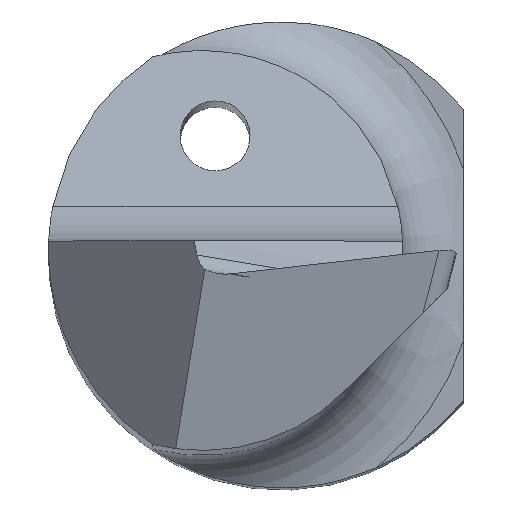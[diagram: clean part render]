
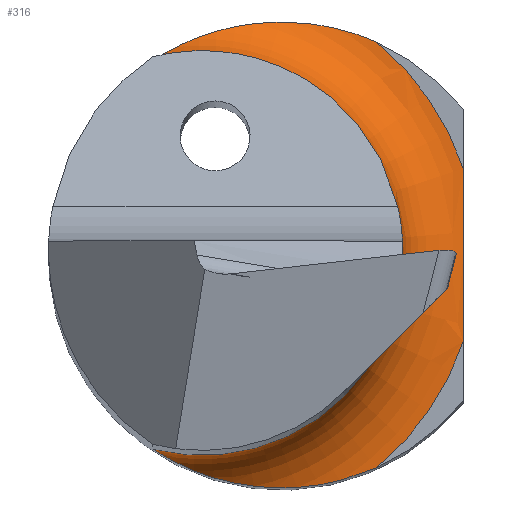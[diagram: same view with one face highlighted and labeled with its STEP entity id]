
A CAD part, top view. The second image highlights one B-rep face of the part: STEP entity #316.
In plain terms, the highlighted toroidal (fillet/blend) face has major radius 2.95 mm and minor radius 0.8 mm.
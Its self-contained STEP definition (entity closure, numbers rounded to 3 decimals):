
#5 = VERTEX_POINT ( 'NONE', #295 ) ;
#6 = EDGE_CURVE ( 'NONE', #549, #225, #433, .T. ) ;
#30 = CARTESIAN_POINT ( 'NONE',  ( -0.85, 0., 14.75 ) ) ;
#34 = DIRECTION ( 'NONE',  ( -1., 0., 0. ) ) ;
#62 = ORIENTED_EDGE ( 'NONE', *, *, #776, .F. ) ;
#75 = CARTESIAN_POINT ( 'NONE',  ( -1.312, 2.128, 15.336 ) ) ;
#83 = CARTESIAN_POINT ( 'NONE',  ( -0.85, 0., 15.55 ) ) ;
#89 = EDGE_CURVE ( 'NONE', #671, #160, #203, .T. ) ;
#113 = CARTESIAN_POINT ( 'NONE',  ( -1.382, -2.083, 15.55 ) ) ;
#116 = EDGE_LOOP ( 'NONE', ( #808, #835, #144, #161, #498, #62 ) ) ;
#117 = CARTESIAN_POINT ( 'NONE',  ( -0.872, -2.345, 15.025 ) ) ;
#126 = CARTESIAN_POINT ( 'NONE',  ( 0.578, 2.443, 14.757 ) ) ;
#135 = AXIS2_PLACEMENT_3D ( 'NONE', #554, #830, #224 ) ;
#144 = ORIENTED_EDGE ( 'NONE', *, *, #370, .F. ) ;
#149 = AXIS2_PLACEMENT_3D ( 'NONE', #357, #807, #475 ) ;
#160 = VERTEX_POINT ( 'NONE', #510 ) ;
#161 = ORIENTED_EDGE ( 'NONE', *, *, #843, .F. ) ;
#172 = CARTESIAN_POINT ( 'NONE',  ( 1.95, 0.31, 14.764 ) ) ;
#183 = CARTESIAN_POINT ( 'NONE',  ( -0.106, -2.5, 14.827 ) ) ;
#184 = TOROIDAL_SURFACE ( 'NONE', #717, 2.95, 0.8 ) ;
#203 = CIRCLE ( 'NONE', #149, 2.15 ) ;
#209 = CARTESIAN_POINT ( 'NONE',  ( -0.111, 2.508, 14.823 ) ) ;
#213 = EDGE_CURVE ( 'NONE', #160, #5, #322, .T. ) ;
#223 = CARTESIAN_POINT ( 'NONE',  ( 1.95, 0.619, 14.75 ) ) ;
#224 = DIRECTION ( 'NONE',  ( -1., 0., 0. ) ) ;
#225 = VERTEX_POINT ( 'NONE', #467 ) ;
#227 = B_SPLINE_CURVE_WITH_KNOTS ( 'NONE', 3,
 ( #503, #842, #700, #250, #642, #183, #450, #766, #390, #512, #117, #655, #847, #507, #646, #708, #325, #113 ),
 .UNSPECIFIED., .F., .F.,
 ( 4, 2, 2, 2, 2, 2, 2, 2, 4 ),
 ( 0., 0.001, 0.001, 0.001, 0.002, 0.002, 0.002, 0.003, 0.003 ),
 .UNSPECIFIED. ) ;
#245 = CARTESIAN_POINT ( 'NONE',  ( -1.382, 2.083, 15.491 ) ) ;
#250 = CARTESIAN_POINT ( 'NONE',  ( 0.24, -2.491, 14.784 ) ) ;
#260 = VERTEX_POINT ( 'NONE', #284 ) ;
#277 = CARTESIAN_POINT ( 'NONE',  ( -1.277, 2.15, 15.293 ) ) ;
#283 = DIRECTION ( 'NONE',  ( -1., 0., 0. ) ) ;
#284 = CARTESIAN_POINT ( 'NONE',  ( 1.018, -2.284, 14.75 ) ) ;
#295 = CARTESIAN_POINT ( 'NONE',  ( 1.018, 2.284, 14.75 ) ) ;
#308 = CARTESIAN_POINT ( 'NONE',  ( 1.95, -0.929, 14.75 ) ) ;
#316 = ADVANCED_FACE ( 'NONE', ( #820 ), #184, .F. ) ;
#322 = B_SPLINE_CURVE_WITH_KNOTS ( 'NONE', 3,
 ( #445, #245, #669, #75, #277, #346, #801, #537, #336, #541, #813, #209, #719, #126, #597, #401 ),
 .UNSPECIFIED., .F., .F.,
 ( 4, 2, 2, 2, 2, 2, 2, 4 ),
 ( 0., 0., 0., 0.001, 0.001, 0.001, 0.002, 0.003 ),
 .UNSPECIFIED. ) ;
#325 = CARTESIAN_POINT ( 'NONE',  ( -1.382, -2.083, 15.491 ) ) ;
#336 = CARTESIAN_POINT ( 'NONE',  ( -0.77, 2.381, 14.986 ) ) ;
#346 = CARTESIAN_POINT ( 'NONE',  ( -1.161, 2.216, 15.18 ) ) ;
#352 = DIRECTION ( 'NONE',  ( 0., 0., -1. ) ) ;
#357 = CARTESIAN_POINT ( 'NONE',  ( -0.85, 0., 15.55 ) ) ;
#370 = EDGE_CURVE ( 'NONE', #260, #671, #227, .T. ) ;
#390 = CARTESIAN_POINT ( 'NONE',  ( -0.555, -2.44, 14.919 ) ) ;
#401 = CARTESIAN_POINT ( 'NONE',  ( 1.018, 2.284, 14.75 ) ) ;
#433 = B_SPLINE_CURVE_WITH_KNOTS ( 'NONE', 3,
 ( #561, #223, #172, #644, #768, #308 ),
 .UNSPECIFIED., .F., .F.,
 ( 4, 2, 4 ),
 ( 0., 0.001, 0.002 ),
 .UNSPECIFIED. ) ;
#445 = CARTESIAN_POINT ( 'NONE',  ( -1.382, 2.083, 15.55 ) ) ;
#450 = CARTESIAN_POINT ( 'NONE',  ( -0.219, -2.493, 14.845 ) ) ;
#467 = CARTESIAN_POINT ( 'NONE',  ( 1.95, -0.929, 14.75 ) ) ;
#475 = DIRECTION ( 'NONE',  ( -1., 0., 0. ) ) ;
#498 = ORIENTED_EDGE ( 'NONE', *, *, #6, .F. ) ;
#501 = CIRCLE ( 'NONE', #135, 2.95 ) ;
#503 = CARTESIAN_POINT ( 'NONE',  ( 1.018, -2.284, 14.75 ) ) ;
#507 = CARTESIAN_POINT ( 'NONE',  ( -1.277, -2.15, 15.293 ) ) ;
#510 = CARTESIAN_POINT ( 'NONE',  ( -1.382, 2.083, 15.55 ) ) ;
#512 = CARTESIAN_POINT ( 'NONE',  ( -0.769, -2.381, 14.986 ) ) ;
#537 = CARTESIAN_POINT ( 'NONE',  ( -0.874, 2.344, 15.026 ) ) ;
#541 = CARTESIAN_POINT ( 'NONE',  ( -0.556, 2.44, 14.92 ) ) ;
#549 = VERTEX_POINT ( 'NONE', #691 ) ;
#554 = CARTESIAN_POINT ( 'NONE',  ( -0.85, 0., 14.75 ) ) ;
#561 = CARTESIAN_POINT ( 'NONE',  ( 1.95, 0.929, 14.75 ) ) ;
#587 = CIRCLE ( 'NONE', #745, 2.95 ) ;
#597 = CARTESIAN_POINT ( 'NONE',  ( 0.805, 2.378, 14.75 ) ) ;
#642 = CARTESIAN_POINT ( 'NONE',  ( 0.123, -2.5, 14.796 ) ) ;
#644 = CARTESIAN_POINT ( 'NONE',  ( 1.95, -0.31, 14.764 ) ) ;
#646 = CARTESIAN_POINT ( 'NONE',  ( -1.312, -2.128, 15.335 ) ) ;
#655 = CARTESIAN_POINT ( 'NONE',  ( -1.068, -2.263, 15.122 ) ) ;
#669 = CARTESIAN_POINT ( 'NONE',  ( -1.365, 2.095, 15.434 ) ) ;
#671 = VERTEX_POINT ( 'NONE', #780 ) ;
#674 = DIRECTION ( 'NONE',  ( 0., 0., -1. ) ) ;
#691 = CARTESIAN_POINT ( 'NONE',  ( 1.95, 0.929, 14.75 ) ) ;
#700 = CARTESIAN_POINT ( 'NONE',  ( 0.583, -2.442, 14.757 ) ) ;
#708 = CARTESIAN_POINT ( 'NONE',  ( -1.365, -2.095, 15.434 ) ) ;
#717 = AXIS2_PLACEMENT_3D ( 'NONE', #83, #352, #34 ) ;
#719 = CARTESIAN_POINT ( 'NONE',  ( 0.123, 2.508, 14.793 ) ) ;
#745 = AXIS2_PLACEMENT_3D ( 'NONE', #30, #674, #283 ) ;
#766 = CARTESIAN_POINT ( 'NONE',  ( -0.443, -2.463, 14.891 ) ) ;
#768 = CARTESIAN_POINT ( 'NONE',  ( 1.95, -0.619, 14.75 ) ) ;
#776 = EDGE_CURVE ( 'NONE', #5, #549, #587, .T. ) ;
#780 = CARTESIAN_POINT ( 'NONE',  ( -1.382, -2.083, 15.55 ) ) ;
#801 = CARTESIAN_POINT ( 'NONE',  ( -1.068, 2.263, 15.123 ) ) ;
#807 = DIRECTION ( 'NONE',  ( 0., 0., 1. ) ) ;
#808 = ORIENTED_EDGE ( 'NONE', *, *, #213, .F. ) ;
#813 = CARTESIAN_POINT ( 'NONE',  ( -0.447, 2.462, 14.892 ) ) ;
#820 = FACE_OUTER_BOUND ( 'NONE', #116, .T. ) ;
#830 = DIRECTION ( 'NONE',  ( 0., 0., -1. ) ) ;
#835 = ORIENTED_EDGE ( 'NONE', *, *, #89, .F. ) ;
#842 = CARTESIAN_POINT ( 'NONE',  ( 0.804, -2.379, 14.75 ) ) ;
#843 = EDGE_CURVE ( 'NONE', #225, #260, #501, .T. ) ;
#847 = CARTESIAN_POINT ( 'NONE',  ( -1.161, -2.216, 15.18 ) ) ;
